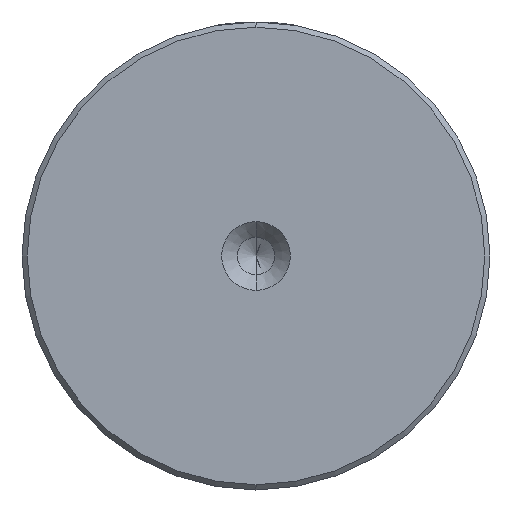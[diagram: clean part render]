
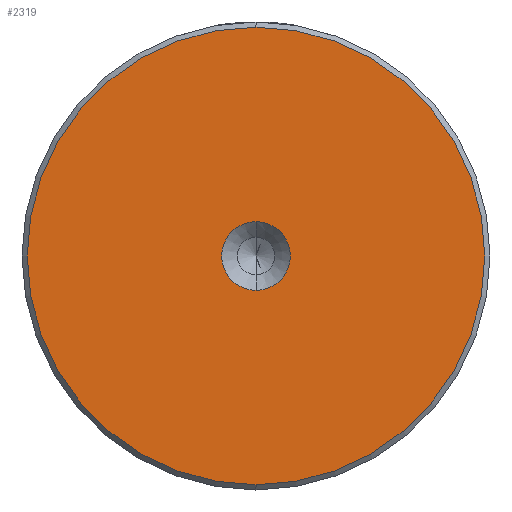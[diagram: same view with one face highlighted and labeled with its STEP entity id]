
A CAD part, left-side view. The second image highlights one B-rep face of the part: STEP entity #2319.
In plain terms, the highlighted planar face has unit normal (-1, 0, 0).
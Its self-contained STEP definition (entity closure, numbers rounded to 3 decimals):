
#82 = CARTESIAN_POINT ( 'NONE',  ( 0., 0., 3.3 ) ) ;
#135 = DIRECTION ( 'NONE',  ( -1., 0., 0. ) ) ;
#218 = AXIS2_PLACEMENT_3D ( 'NONE', #1432, #369, #1607 ) ;
#369 = DIRECTION ( 'NONE',  ( -1., 0., 0. ) ) ;
#373 = CARTESIAN_POINT ( 'NONE',  ( 0., 0., -22. ) ) ;
#393 = CIRCLE ( 'NONE', #748, 22. ) ;
#399 = VERTEX_POINT ( 'NONE', #373 ) ;
#444 = EDGE_CURVE ( 'NONE', #982, #1350, #1068, .T. ) ;
#618 = CARTESIAN_POINT ( 'NONE',  ( 0., 0., 0. ) ) ;
#631 = CARTESIAN_POINT ( 'NONE',  ( 0., 0., -3.3 ) ) ;
#643 = VERTEX_POINT ( 'NONE', #1729 ) ;
#748 = AXIS2_PLACEMENT_3D ( 'NONE', #1185, #135, #1374 ) ;
#799 = DIRECTION ( 'NONE',  ( 0., 0., 1. ) ) ;
#824 = CIRCLE ( 'NONE', #2142, 22. ) ;
#888 = ORIENTED_EDGE ( 'NONE', *, *, #1198, .F. ) ;
#982 = VERTEX_POINT ( 'NONE', #82 ) ;
#1049 = EDGE_CURVE ( 'NONE', #643, #399, #393, .T. ) ;
#1050 = CARTESIAN_POINT ( 'NONE',  ( 0., 0., 0. ) ) ;
#1068 = CIRCLE ( 'NONE', #1078, 3.3 ) ;
#1078 = AXIS2_PLACEMENT_3D ( 'NONE', #2271, #1883, #1907 ) ;
#1185 = CARTESIAN_POINT ( 'NONE',  ( 0., 0., 0. ) ) ;
#1198 = EDGE_CURVE ( 'NONE', #1350, #982, #1520, .T. ) ;
#1234 = DIRECTION ( 'NONE',  ( 0., 0., 1. ) ) ;
#1350 = VERTEX_POINT ( 'NONE', #631 ) ;
#1374 = DIRECTION ( 'NONE',  ( 0., 0., 1. ) ) ;
#1421 = EDGE_LOOP ( 'NONE', ( #1594, #2115 ) ) ;
#1432 = CARTESIAN_POINT ( 'NONE',  ( 0., 0., 0. ) ) ;
#1436 = ORIENTED_EDGE ( 'NONE', *, *, #444, .F. ) ;
#1472 = AXIS2_PLACEMENT_3D ( 'NONE', #1050, #2327, #1234 ) ;
#1520 = CIRCLE ( 'NONE', #1472, 3.3 ) ;
#1594 = ORIENTED_EDGE ( 'NONE', *, *, #1803, .T. ) ;
#1607 = DIRECTION ( 'NONE',  ( 0., 0., 1. ) ) ;
#1729 = CARTESIAN_POINT ( 'NONE',  ( 0., 0., 22. ) ) ;
#1803 = EDGE_CURVE ( 'NONE', #399, #643, #824, .T. ) ;
#1874 = DIRECTION ( 'NONE',  ( -1., 0., 0. ) ) ;
#1883 = DIRECTION ( 'NONE',  ( -1., 0., 0. ) ) ;
#1907 = DIRECTION ( 'NONE',  ( 0., 0., 1. ) ) ;
#1909 = FACE_BOUND ( 'NONE', #1971, .T. ) ;
#1971 = EDGE_LOOP ( 'NONE', ( #1436, #888 ) ) ;
#2115 = ORIENTED_EDGE ( 'NONE', *, *, #1049, .T. ) ;
#2142 = AXIS2_PLACEMENT_3D ( 'NONE', #618, #1874, #799 ) ;
#2271 = CARTESIAN_POINT ( 'NONE',  ( 0., 0., 0. ) ) ;
#2319 = ADVANCED_FACE ( 'NONE', ( #2340, #1909 ), #2337, .T. ) ;
#2327 = DIRECTION ( 'NONE',  ( -1., 0., 0. ) ) ;
#2337 = PLANE ( 'NONE',  #218 ) ;
#2340 = FACE_OUTER_BOUND ( 'NONE', #1421, .T. ) ;
